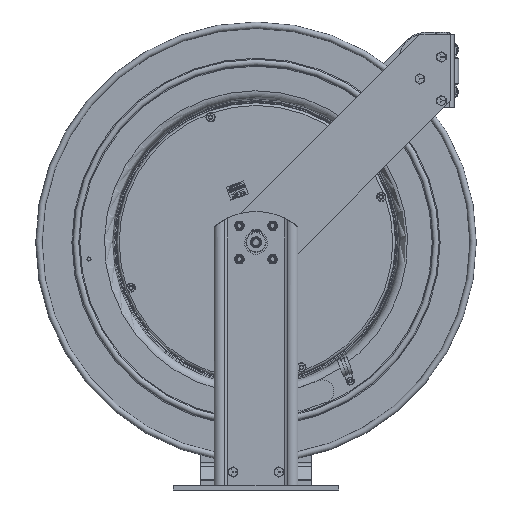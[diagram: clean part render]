
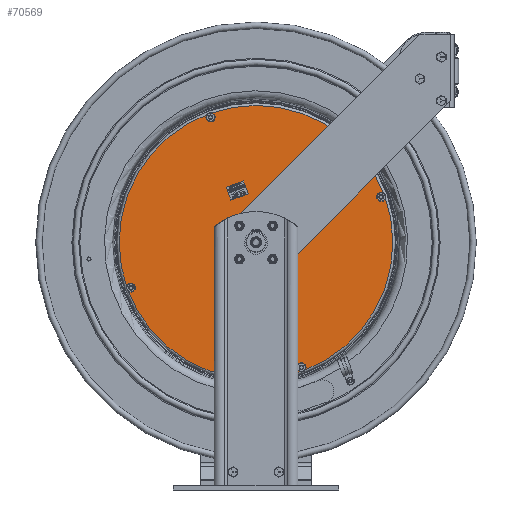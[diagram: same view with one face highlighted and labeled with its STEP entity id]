
A CAD part, front view. The second image highlights one B-rep face of the part: STEP entity #70569.
In plain terms, the highlighted planar face has unit normal (0, -1, 0).
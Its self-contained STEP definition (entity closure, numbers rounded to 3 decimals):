
#4571=FACE_BOUND('',#9838,.T.);
#4572=FACE_BOUND('',#9839,.T.);
#4573=FACE_BOUND('',#9840,.T.);
#4574=FACE_BOUND('',#9841,.T.);
#4575=FACE_BOUND('',#9842,.T.);
#6793=FACE_OUTER_BOUND('',#9837,.T.);
#9837=EDGE_LOOP('',(#61153));
#9838=EDGE_LOOP('',(#61154));
#9839=EDGE_LOOP('',(#61155));
#9840=EDGE_LOOP('',(#61156));
#9841=EDGE_LOOP('',(#61157));
#9842=EDGE_LOOP('',(#61158));
#12784=CIRCLE('',#75780,7.455);
#12785=CIRCLE('',#75781,0.655);
#12786=CIRCLE('',#75782,0.14);
#12787=CIRCLE('',#75783,0.14);
#12788=CIRCLE('',#75784,0.14);
#12789=CIRCLE('',#75785,0.14);
#33449=VERTEX_POINT('',#123746);
#33450=VERTEX_POINT('',#123748);
#33451=VERTEX_POINT('',#123750);
#33452=VERTEX_POINT('',#123752);
#33453=VERTEX_POINT('',#123754);
#33454=VERTEX_POINT('',#123756);
#44956=EDGE_CURVE('',#33449,#33449,#12784,.T.);
#44957=EDGE_CURVE('',#33450,#33450,#12785,.T.);
#44958=EDGE_CURVE('',#33451,#33451,#12786,.T.);
#44959=EDGE_CURVE('',#33452,#33452,#12787,.T.);
#44960=EDGE_CURVE('',#33453,#33453,#12788,.T.);
#44961=EDGE_CURVE('',#33454,#33454,#12789,.T.);
#61153=ORIENTED_EDGE('',*,*,#44956,.F.);
#61154=ORIENTED_EDGE('',*,*,#44957,.T.);
#61155=ORIENTED_EDGE('',*,*,#44958,.T.);
#61156=ORIENTED_EDGE('',*,*,#44959,.T.);
#61157=ORIENTED_EDGE('',*,*,#44960,.T.);
#61158=ORIENTED_EDGE('',*,*,#44961,.T.);
#65551=PLANE('',#75779);
#70569=ADVANCED_FACE('',(#6793,#4571,#4572,#4573,#4574,#4575),#65551,.T.);
#75779=AXIS2_PLACEMENT_3D('',#123745,#90275,#90276);
#75780=AXIS2_PLACEMENT_3D('',#123747,#90277,#90278);
#75781=AXIS2_PLACEMENT_3D('',#123749,#90279,#90280);
#75782=AXIS2_PLACEMENT_3D('',#123751,#90281,#90282);
#75783=AXIS2_PLACEMENT_3D('',#123753,#90283,#90284);
#75784=AXIS2_PLACEMENT_3D('',#123755,#90285,#90286);
#75785=AXIS2_PLACEMENT_3D('',#123757,#90287,#90288);
#90275=DIRECTION('center_axis',(0.,-1.,0.));
#90276=DIRECTION('ref_axis',(0.94,0.,0.341));
#90277=DIRECTION('center_axis',(0.,1.,0.));
#90278=DIRECTION('ref_axis',(0.94,0.,0.341));
#90279=DIRECTION('center_axis',(0.,1.,0.));
#90280=DIRECTION('ref_axis',(-0.94,0.,-0.341));
#90281=DIRECTION('center_axis',(0.,1.,0.));
#90282=DIRECTION('ref_axis',(0.94,0.,0.341));
#90283=DIRECTION('center_axis',(0.,1.,0.));
#90284=DIRECTION('ref_axis',(0.94,0.,0.341));
#90285=DIRECTION('center_axis',(0.,1.,0.));
#90286=DIRECTION('ref_axis',(0.94,0.,0.341));
#90287=DIRECTION('center_axis',(0.,1.,0.));
#90288=DIRECTION('ref_axis',(0.94,0.,0.341));
#123745=CARTESIAN_POINT('Origin',(0.,-1.43,13.49));
#123746=CARTESIAN_POINT('',(-7.007,-1.43,10.946));
#123747=CARTESIAN_POINT('Origin',(0.,-1.43,13.49));
#123748=CARTESIAN_POINT('',(0.616,-1.43,13.714));
#123749=CARTESIAN_POINT('Origin',(0.,-1.43,13.49));
#123750=CARTESIAN_POINT('',(6.946,-1.43,16.012));
#123751=CARTESIAN_POINT('Origin',(6.815,-1.43,15.964));
#123752=CARTESIAN_POINT('',(2.606,-1.43,6.723));
#123753=CARTESIAN_POINT('Origin',(2.474,-1.43,6.675));
#123754=CARTESIAN_POINT('',(-2.343,-1.43,20.353));
#123755=CARTESIAN_POINT('Origin',(-2.474,-1.43,20.305));
#123756=CARTESIAN_POINT('',(-6.683,-1.43,11.064));
#123757=CARTESIAN_POINT('Origin',(-6.815,-1.43,11.016));
